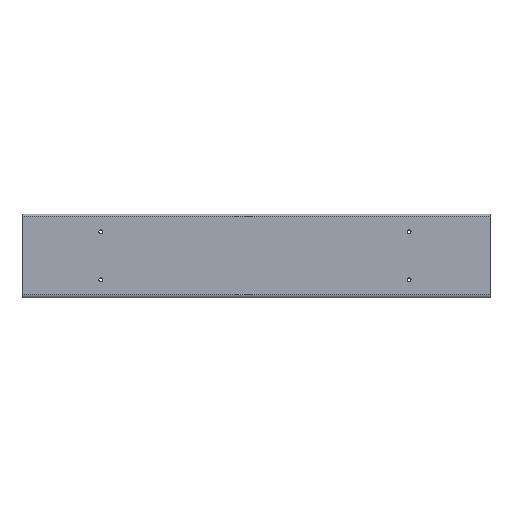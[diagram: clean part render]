
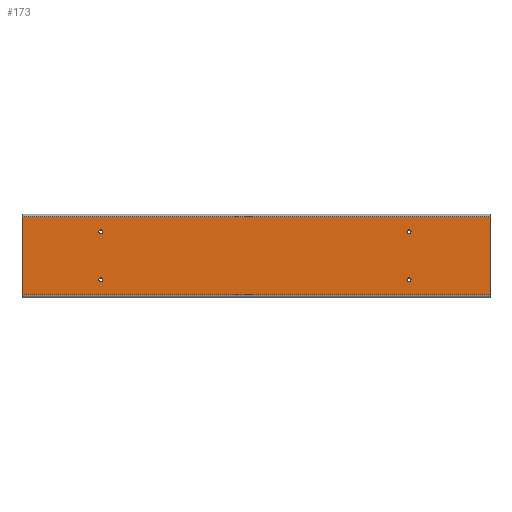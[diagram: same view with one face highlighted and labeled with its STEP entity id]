
A CAD part, top view. The second image highlights one B-rep face of the part: STEP entity #173.
In plain terms, the highlighted planar face has unit normal (0, 0, 1).
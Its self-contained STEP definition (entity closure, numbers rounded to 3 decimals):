
#61=AXIS2_PLACEMENT_3D('Circle Axis2P3D',#59,#60,$) ;
#74=AXIS2_PLACEMENT_3D('Plane Axis2P3D',#71,#72,#73) ;
#112=AXIS2_PLACEMENT_3D('Circle Axis2P3D',#110,#111,$) ;
#121=AXIS2_PLACEMENT_3D('Circle Axis2P3D',#119,#120,$) ;
#130=AXIS2_PLACEMENT_3D('Circle Axis2P3D',#128,#129,$) ;
#139=AXIS2_PLACEMENT_3D('Circle Axis2P3D',#137,#138,$) ;
#148=AXIS2_PLACEMENT_3D('Circle Axis2P3D',#146,#147,$) ;
#157=AXIS2_PLACEMENT_3D('Circle Axis2P3D',#155,#156,$) ;
#166=AXIS2_PLACEMENT_3D('Circle Axis2P3D',#164,#165,$) ;
#42=CARTESIAN_POINT('Vertex',(312.771,2.47,49.757)) ;
#56=CARTESIAN_POINT('Vertex',(315.229,1.127,49.757)) ;
#59=CARTESIAN_POINT('Axis2P3D Location',(314.,1.799,49.757)) ;
#71=CARTESIAN_POINT('Axis2P3D Location',(259.,47.799,49.757)) ;
#76=CARTESIAN_POINT('Line Origine',(259.,18.549,49.757)) ;
#80=CARTESIAN_POINT('Vertex',(259.,45.799,49.757)) ;
#82=CARTESIAN_POINT('Vertex',(259.,-8.701,49.757)) ;
#85=CARTESIAN_POINT('Line Origine',(422.25,-8.701,49.757)) ;
#89=CARTESIAN_POINT('Vertex',(585.5,-8.701,49.757)) ;
#92=CARTESIAN_POINT('Line Origine',(585.5,18.549,49.757)) ;
#96=CARTESIAN_POINT('Vertex',(585.5,45.799,49.757)) ;
#99=CARTESIAN_POINT('Line Origine',(422.25,45.799,49.757)) ;
#110=CARTESIAN_POINT('Axis2P3D Location',(314.,1.799,49.757)) ;
#119=CARTESIAN_POINT('Axis2P3D Location',(529.,1.799,49.757)) ;
#123=CARTESIAN_POINT('Vertex',(530.229,1.127,49.757)) ;
#125=CARTESIAN_POINT('Vertex',(527.771,2.47,49.757)) ;
#128=CARTESIAN_POINT('Axis2P3D Location',(529.,1.799,49.757)) ;
#137=CARTESIAN_POINT('Axis2P3D Location',(314.,35.299,49.757)) ;
#141=CARTESIAN_POINT('Vertex',(315.229,34.627,49.757)) ;
#143=CARTESIAN_POINT('Vertex',(312.771,35.97,49.757)) ;
#146=CARTESIAN_POINT('Axis2P3D Location',(314.,35.299,49.757)) ;
#155=CARTESIAN_POINT('Axis2P3D Location',(529.,35.299,49.757)) ;
#159=CARTESIAN_POINT('Vertex',(530.229,34.627,49.757)) ;
#161=CARTESIAN_POINT('Vertex',(527.771,35.97,49.757)) ;
#164=CARTESIAN_POINT('Axis2P3D Location',(529.,35.299,49.757)) ;
#60=DIRECTION('Axis2P3D Direction',(0.,0.,-1.)) ;
#72=DIRECTION('Axis2P3D Direction',(-0.,0.,1.)) ;
#73=DIRECTION('Axis2P3D XDirection',(0.,-1.,0.)) ;
#77=DIRECTION('Vector Direction',(0.,-1.,0.)) ;
#86=DIRECTION('Vector Direction',(1.,0.,0.)) ;
#93=DIRECTION('Vector Direction',(0.,-1.,0.)) ;
#100=DIRECTION('Vector Direction',(1.,0.,0.)) ;
#111=DIRECTION('Axis2P3D Direction',(-0.,0.,1.)) ;
#120=DIRECTION('Axis2P3D Direction',(-0.,0.,1.)) ;
#129=DIRECTION('Axis2P3D Direction',(-0.,0.,1.)) ;
#138=DIRECTION('Axis2P3D Direction',(-0.,0.,1.)) ;
#147=DIRECTION('Axis2P3D Direction',(-0.,0.,1.)) ;
#156=DIRECTION('Axis2P3D Direction',(-0.,0.,1.)) ;
#165=DIRECTION('Axis2P3D Direction',(-0.,0.,1.)) ;
#78=VECTOR('Line Direction',#77,1.) ;
#87=VECTOR('Line Direction',#86,1.) ;
#94=VECTOR('Line Direction',#93,1.) ;
#101=VECTOR('Line Direction',#100,1.) ;
#105=ORIENTED_EDGE('',*,*,#84,.T.) ;
#106=ORIENTED_EDGE('',*,*,#91,.T.) ;
#107=ORIENTED_EDGE('',*,*,#98,.F.) ;
#108=ORIENTED_EDGE('',*,*,#103,.F.) ;
#116=ORIENTED_EDGE('',*,*,#114,.F.) ;
#117=ORIENTED_EDGE('',*,*,#63,.F.) ;
#134=ORIENTED_EDGE('',*,*,#127,.F.) ;
#135=ORIENTED_EDGE('',*,*,#132,.F.) ;
#152=ORIENTED_EDGE('',*,*,#145,.F.) ;
#153=ORIENTED_EDGE('',*,*,#150,.F.) ;
#170=ORIENTED_EDGE('',*,*,#163,.F.) ;
#171=ORIENTED_EDGE('',*,*,#168,.F.) ;
#118=FACE_BOUND('',#115,.T.) ;
#136=FACE_BOUND('',#133,.T.) ;
#154=FACE_BOUND('',#151,.T.) ;
#172=FACE_BOUND('',#169,.T.) ;
#173=ADVANCED_FACE('PartBody',(#109,#118,#136,#154,#172),#75,.T.) ;
#62=CIRCLE('generated circle',#61,1.4) ;
#113=CIRCLE('generated circle',#112,1.4) ;
#122=CIRCLE('generated circle',#121,1.4) ;
#131=CIRCLE('generated circle',#130,1.4) ;
#140=CIRCLE('generated circle',#139,1.4) ;
#149=CIRCLE('generated circle',#148,1.4) ;
#158=CIRCLE('generated circle',#157,1.4) ;
#167=CIRCLE('generated circle',#166,1.4) ;
#63=EDGE_CURVE('',#57,#43,#62,.F.) ;
#84=EDGE_CURVE('',#81,#83,#79,.T.) ;
#91=EDGE_CURVE('',#83,#90,#88,.T.) ;
#98=EDGE_CURVE('',#97,#90,#95,.T.) ;
#103=EDGE_CURVE('',#81,#97,#102,.T.) ;
#114=EDGE_CURVE('',#43,#57,#113,.T.) ;
#127=EDGE_CURVE('',#124,#126,#122,.T.) ;
#132=EDGE_CURVE('',#126,#124,#131,.T.) ;
#145=EDGE_CURVE('',#142,#144,#140,.T.) ;
#150=EDGE_CURVE('',#144,#142,#149,.T.) ;
#163=EDGE_CURVE('',#160,#162,#158,.T.) ;
#168=EDGE_CURVE('',#162,#160,#167,.T.) ;
#104=EDGE_LOOP('',(#105,#106,#107,#108)) ;
#115=EDGE_LOOP('',(#116,#117)) ;
#133=EDGE_LOOP('',(#134,#135)) ;
#151=EDGE_LOOP('',(#152,#153)) ;
#169=EDGE_LOOP('',(#170,#171)) ;
#109=FACE_OUTER_BOUND('',#104,.T.) ;
#79=LINE('Line',#76,#78) ;
#88=LINE('Line',#85,#87) ;
#95=LINE('Line',#92,#94) ;
#102=LINE('Line',#99,#101) ;
#75=PLANE('',#74) ;
#43=VERTEX_POINT('',#42) ;
#57=VERTEX_POINT('',#56) ;
#81=VERTEX_POINT('',#80) ;
#83=VERTEX_POINT('',#82) ;
#90=VERTEX_POINT('',#89) ;
#97=VERTEX_POINT('',#96) ;
#124=VERTEX_POINT('',#123) ;
#126=VERTEX_POINT('',#125) ;
#142=VERTEX_POINT('',#141) ;
#144=VERTEX_POINT('',#143) ;
#160=VERTEX_POINT('',#159) ;
#162=VERTEX_POINT('',#161) ;
